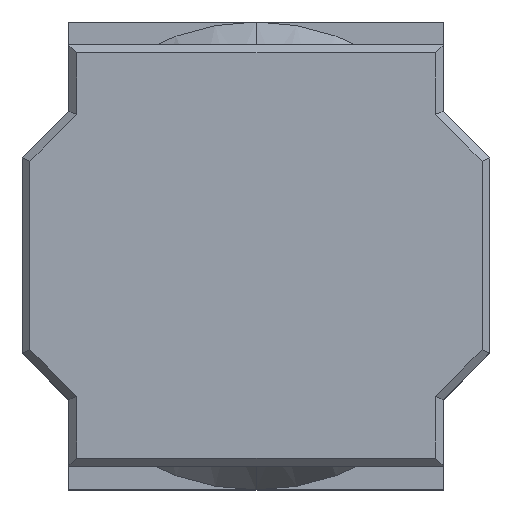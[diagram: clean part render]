
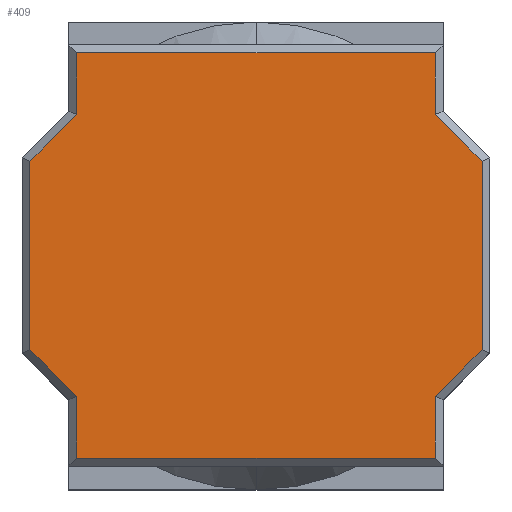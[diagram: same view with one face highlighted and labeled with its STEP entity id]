
A CAD part, top view. The second image highlights one B-rep face of the part: STEP entity #409.
In plain terms, the highlighted planar face has unit normal (0, 0, 1).
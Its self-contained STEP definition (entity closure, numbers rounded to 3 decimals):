
#409 = ADVANCED_FACE('',(#410),#508,.F.);
#410 = FACE_BOUND('',#411,.T.);
#411 = EDGE_LOOP('',(#412,#422,#430,#438,#446,#454,#462,#470,#478,#486,
    #494,#502));
#412 = ORIENTED_EDGE('',*,*,#413,.T.);
#413 = EDGE_CURVE('',#414,#416,#418,.T.);
#414 = VERTEX_POINT('',#415);
#415 = CARTESIAN_POINT('',(2.3,1.809,4.5));
#416 = VERTEX_POINT('',#417);
#417 = CARTESIAN_POINT('',(2.3,2.6,4.5));
#418 = LINE('',#419,#420);
#419 = CARTESIAN_POINT('',(2.3,2.7,4.5));
#420 = VECTOR('',#421,1.);
#421 = DIRECTION('',(0.,1.,0.));
#422 = ORIENTED_EDGE('',*,*,#423,.T.);
#423 = EDGE_CURVE('',#416,#424,#426,.T.);
#424 = VERTEX_POINT('',#425);
#425 = CARTESIAN_POINT('',(-2.3,2.6,4.5));
#426 = LINE('',#427,#428);
#427 = CARTESIAN_POINT('',(-2.4,2.6,4.5));
#428 = VECTOR('',#429,1.);
#429 = DIRECTION('',(-1.,0.,0.));
#430 = ORIENTED_EDGE('',*,*,#431,.T.);
#431 = EDGE_CURVE('',#424,#432,#434,.T.);
#432 = VERTEX_POINT('',#433);
#433 = CARTESIAN_POINT('',(-2.3,1.809,4.5));
#434 = LINE('',#435,#436);
#435 = CARTESIAN_POINT('',(-2.3,1.85,4.5));
#436 = VECTOR('',#437,1.);
#437 = DIRECTION('',(0.,-1.,0.));
#438 = ORIENTED_EDGE('',*,*,#439,.T.);
#439 = EDGE_CURVE('',#432,#440,#442,.T.);
#440 = VERTEX_POINT('',#441);
#441 = CARTESIAN_POINT('',(-2.9,1.209,4.5));
#442 = LINE('',#443,#444);
#443 = CARTESIAN_POINT('',(-2.929,1.179,4.5));
#444 = VECTOR('',#445,1.);
#445 = DIRECTION('',(-0.707,-0.707,0.)
  );
#446 = ORIENTED_EDGE('',*,*,#447,.T.);
#447 = EDGE_CURVE('',#440,#448,#450,.T.);
#448 = VERTEX_POINT('',#449);
#449 = CARTESIAN_POINT('',(-2.9,-1.209,4.5));
#450 = LINE('',#451,#452);
#451 = CARTESIAN_POINT('',(-2.9,-1.25,4.5));
#452 = VECTOR('',#453,1.);
#453 = DIRECTION('',(0.,-1.,0.));
#454 = ORIENTED_EDGE('',*,*,#455,.T.);
#455 = EDGE_CURVE('',#448,#456,#458,.T.);
#456 = VERTEX_POINT('',#457);
#457 = CARTESIAN_POINT('',(-2.3,-1.809,4.5));
#458 = LINE('',#459,#460);
#459 = CARTESIAN_POINT('',(-2.329,-1.779,4.5));
#460 = VECTOR('',#461,1.);
#461 = DIRECTION('',(0.707,-0.707,0.)
  );
#462 = ORIENTED_EDGE('',*,*,#463,.T.);
#463 = EDGE_CURVE('',#456,#464,#466,.T.);
#464 = VERTEX_POINT('',#465);
#465 = CARTESIAN_POINT('',(-2.3,-2.6,4.5));
#466 = LINE('',#467,#468);
#467 = CARTESIAN_POINT('',(-2.3,-2.7,4.5));
#468 = VECTOR('',#469,1.);
#469 = DIRECTION('',(0.,-1.,0.));
#470 = ORIENTED_EDGE('',*,*,#471,.T.);
#471 = EDGE_CURVE('',#464,#472,#474,.T.);
#472 = VERTEX_POINT('',#473);
#473 = CARTESIAN_POINT('',(2.3,-2.6,4.5));
#474 = LINE('',#475,#476);
#475 = CARTESIAN_POINT('',(2.4,-2.6,4.5));
#476 = VECTOR('',#477,1.);
#477 = DIRECTION('',(1.,0.,0.));
#478 = ORIENTED_EDGE('',*,*,#479,.T.);
#479 = EDGE_CURVE('',#472,#480,#482,.T.);
#480 = VERTEX_POINT('',#481);
#481 = CARTESIAN_POINT('',(2.3,-1.809,4.5));
#482 = LINE('',#483,#484);
#483 = CARTESIAN_POINT('',(2.3,-1.85,4.5));
#484 = VECTOR('',#485,1.);
#485 = DIRECTION('',(0.,1.,0.));
#486 = ORIENTED_EDGE('',*,*,#487,.T.);
#487 = EDGE_CURVE('',#480,#488,#490,.T.);
#488 = VERTEX_POINT('',#489);
#489 = CARTESIAN_POINT('',(2.9,-1.209,4.5));
#490 = LINE('',#491,#492);
#491 = CARTESIAN_POINT('',(2.929,-1.179,4.5));
#492 = VECTOR('',#493,1.);
#493 = DIRECTION('',(0.707,0.707,0.)
  );
#494 = ORIENTED_EDGE('',*,*,#495,.T.);
#495 = EDGE_CURVE('',#488,#496,#498,.T.);
#496 = VERTEX_POINT('',#497);
#497 = CARTESIAN_POINT('',(2.9,1.209,4.5));
#498 = LINE('',#499,#500);
#499 = CARTESIAN_POINT('',(2.9,1.25,4.5));
#500 = VECTOR('',#501,1.);
#501 = DIRECTION('',(0.,1.,0.));
#502 = ORIENTED_EDGE('',*,*,#503,.T.);
#503 = EDGE_CURVE('',#496,#414,#504,.T.);
#504 = LINE('',#505,#506);
#505 = CARTESIAN_POINT('',(2.329,1.779,4.5));
#506 = VECTOR('',#507,1.);
#507 = DIRECTION('',(-0.707,0.707,0.)
  );
#508 = PLANE('',#509);
#509 = AXIS2_PLACEMENT_3D('',#510,#511,#512);
#510 = CARTESIAN_POINT('',(0.,0.,4.5));
#511 = DIRECTION('',(0.,0.,-1.));
#512 = DIRECTION('',(0.,1.,0.));
